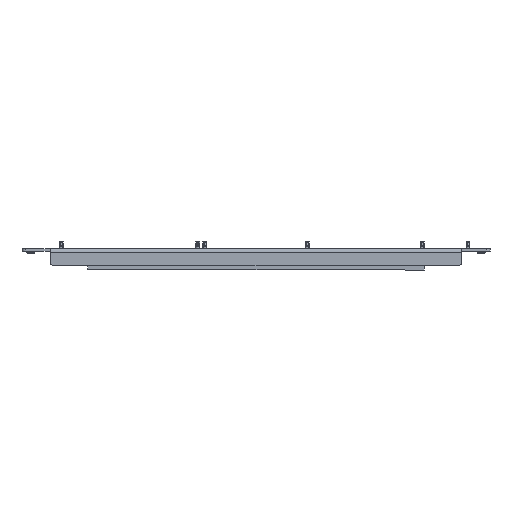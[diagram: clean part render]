
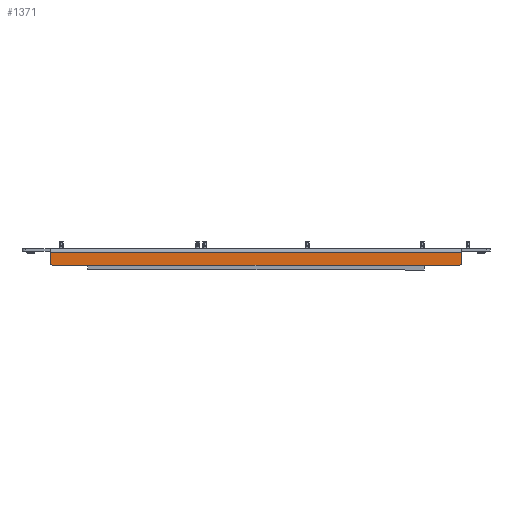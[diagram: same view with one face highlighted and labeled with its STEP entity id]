
A CAD part, left-side view. The second image highlights one B-rep face of the part: STEP entity #1371.
In plain terms, the highlighted face is planar.
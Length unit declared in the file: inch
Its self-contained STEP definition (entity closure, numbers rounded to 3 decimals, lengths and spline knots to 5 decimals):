
#211 = CARTESIAN_POINT ( 'NONE',  ( -3.67765, 12.83855, -0.59055 ) ) ;
#241 = PLANE ( 'NONE',  #15020 ) ;
#389 = EDGE_CURVE ( 'NONE', #6166, #2433, #15503, .T. ) ;
#1014 = CARTESIAN_POINT ( 'NONE',  ( -2.10285, 12.83855, -0.43307 ) ) ;
#1316 = LINE ( 'NONE', #211, #6786 ) ;
#1371 = ADVANCED_FACE ( 'NONE', ( #13220 ), #241, .T. ) ;
#1456 = DIRECTION ( 'NONE',  ( -1., 0., 0. ) ) ;
#1540 = DIRECTION ( 'NONE',  ( 0., 1., 0. ) ) ;
#2429 = EDGE_CURVE ( 'NONE', #2433, #11625, #10386, .T. ) ;
#2433 = VERTEX_POINT ( 'NONE', #15386 ) ;
#2573 = EDGE_CURVE ( 'NONE', #3632, #10046, #1316, .T. ) ;
#3208 = DIRECTION ( 'NONE',  ( -1., 0., 0. ) ) ;
#3632 = VERTEX_POINT ( 'NONE', #9408 ) ;
#4279 = ORIENTED_EDGE ( 'NONE', *, *, #12407, .T. ) ;
#4321 = DIRECTION ( 'NONE',  ( -1., 0., 0. ) ) ;
#4382 = DIRECTION ( 'NONE',  ( 0., 1., 0. ) ) ;
#4611 = ORIENTED_EDGE ( 'NONE', *, *, #10288, .T. ) ;
#5156 = AXIS2_PLACEMENT_3D ( 'NONE', #11950, #1540, #1456 ) ;
#5724 = ORIENTED_EDGE ( 'NONE', *, *, #14155, .T. ) ;
#6166 = VERTEX_POINT ( 'NONE', #11400 ) ;
#6786 = VECTOR ( 'NONE', #14509, 39.37008 ) ;
#7138 = DIRECTION ( 'NONE',  ( 0., 0., -1. ) ) ;
#7803 = VERTEX_POINT ( 'NONE', #1014 ) ;
#8239 = DIRECTION ( 'NONE',  ( 0., 1., 0. ) ) ;
#9317 = CARTESIAN_POINT ( 'NONE',  ( -19.42568, 12.83855, 0. ) ) ;
#9408 = CARTESIAN_POINT ( 'NONE',  ( -2.26033, 12.83855, -0.59055 ) ) ;
#9421 = CARTESIAN_POINT ( 'NONE',  ( -2.10285, 12.83855, -0.03937 ) ) ;
#9555 = VECTOR ( 'NONE', #10218, 39.37008 ) ;
#9556 = ORIENTED_EDGE ( 'NONE', *, *, #2573, .T. ) ;
#10046 = VERTEX_POINT ( 'NONE', #11730 ) ;
#10128 = EDGE_LOOP ( 'NONE', ( #5724, #4611, #9556, #4279, #16142, #12571 ) ) ;
#10218 = DIRECTION ( 'NONE',  ( 1., 0., 0. ) ) ;
#10288 = EDGE_CURVE ( 'NONE', #7803, #3632, #12126, .T. ) ;
#10386 = LINE ( 'NONE', #14217, #9555 ) ;
#10809 = LINE ( 'NONE', #14791, #14453 ) ;
#11400 = CARTESIAN_POINT ( 'NONE',  ( -19.42568, 12.83855, -0.43307 ) ) ;
#11625 = VERTEX_POINT ( 'NONE', #9421 ) ;
#11686 = CIRCLE ( 'NONE', #5156, 0.15748 ) ;
#11730 = CARTESIAN_POINT ( 'NONE',  ( -19.2682, 12.83855, -0.59055 ) ) ;
#11950 = CARTESIAN_POINT ( 'NONE',  ( -19.2682, 12.83855, -0.43307 ) ) ;
#12126 = CIRCLE ( 'NONE', #14001, 0.15748 ) ;
#12407 = EDGE_CURVE ( 'NONE', #10046, #6166, #11686, .T. ) ;
#12571 = ORIENTED_EDGE ( 'NONE', *, *, #2429, .T. ) ;
#13220 = FACE_OUTER_BOUND ( 'NONE', #10128, .T. ) ;
#14001 = AXIS2_PLACEMENT_3D ( 'NONE', #16023, #4382, #3208 ) ;
#14155 = EDGE_CURVE ( 'NONE', #11625, #7803, #10809, .T. ) ;
#14217 = CARTESIAN_POINT ( 'NONE',  ( 0., 12.83855, -0.03937 ) ) ;
#14453 = VECTOR ( 'NONE', #7138, 39.37008 ) ;
#14509 = DIRECTION ( 'NONE',  ( -1., 0., 0. ) ) ;
#14791 = CARTESIAN_POINT ( 'NONE',  ( -2.10285, 12.83855, 0. ) ) ;
#15020 = AXIS2_PLACEMENT_3D ( 'NONE', #16045, #8239, #4321 ) ;
#15112 = VECTOR ( 'NONE', #16700, 39.37008 ) ;
#15386 = CARTESIAN_POINT ( 'NONE',  ( -19.42568, 12.83855, -0.03937 ) ) ;
#15503 = LINE ( 'NONE', #9317, #15112 ) ;
#16023 = CARTESIAN_POINT ( 'NONE',  ( -2.26033, 12.83855, -0.43307 ) ) ;
#16045 = CARTESIAN_POINT ( 'NONE',  ( 0., 12.83855, 0. ) ) ;
#16142 = ORIENTED_EDGE ( 'NONE', *, *, #389, .T. ) ;
#16700 = DIRECTION ( 'NONE',  ( 0., 0., 1. ) ) ;
